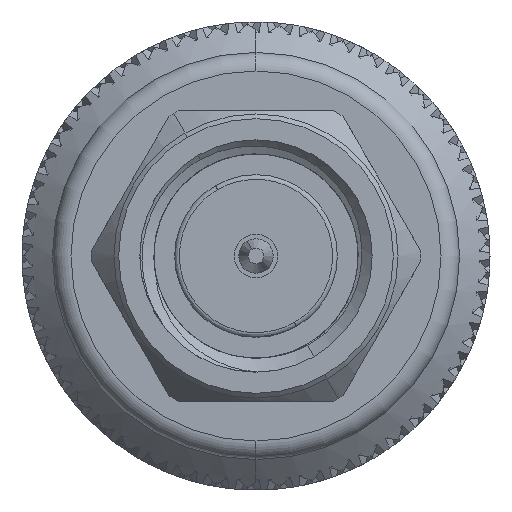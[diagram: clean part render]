
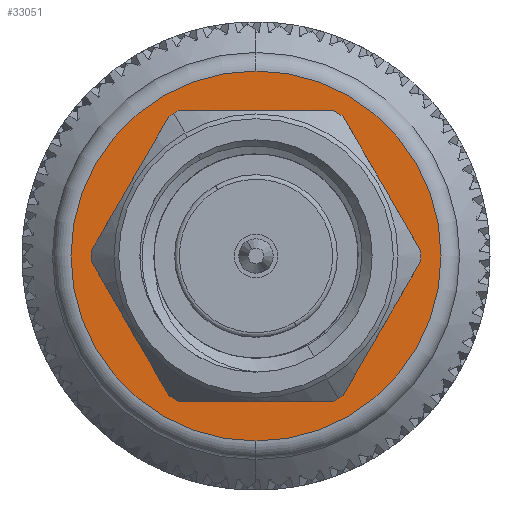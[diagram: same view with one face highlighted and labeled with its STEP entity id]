
A CAD part, left-side view. The second image highlights one B-rep face of the part: STEP entity #33051.
In plain terms, the highlighted planar face has unit normal (-1, 0, 0).
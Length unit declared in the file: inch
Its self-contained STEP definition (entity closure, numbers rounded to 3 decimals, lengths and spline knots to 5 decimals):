
#311 = AXIS2_PLACEMENT_3D ( 'NONE', #60710, #12846, #35967 ) ;
#3132 = VERTEX_POINT ( 'NONE', #47290 ) ;
#3947 = CARTESIAN_POINT ( 'NONE',  ( 0.36612, 0., 0. ) ) ;
#5846 = EDGE_CURVE ( 'NONE', #3132, #23113, #17240, .T. ) ;
#7105 = DIRECTION ( 'NONE',  ( -1., 0., 0. ) ) ;
#11164 = EDGE_LOOP ( 'NONE', ( #29263, #52964 ) ) ;
#12846 = DIRECTION ( 'NONE',  ( 1., 0., 0. ) ) ;
#17240 = CIRCLE ( 'NONE', #311, 0.155 ) ;
#19160 = DIRECTION ( 'NONE',  ( 0., 0., 1. ) ) ;
#20750 = AXIS2_PLACEMENT_3D ( 'NONE', #3947, #49897, #55246 ) ;
#21790 = CIRCLE ( 'NONE', #75200, 0.19909 ) ;
#23113 = VERTEX_POINT ( 'NONE', #24281 ) ;
#24281 = CARTESIAN_POINT ( 'NONE',  ( 0.36612, 0., 0.155 ) ) ;
#25324 = FACE_OUTER_BOUND ( 'NONE', #11164, .T. ) ;
#28685 = ORIENTED_EDGE ( 'NONE', *, *, #72372, .T. ) ;
#29207 = EDGE_CURVE ( 'NONE', #35824, #29791, #59622, .T. ) ;
#29263 = ORIENTED_EDGE ( 'NONE', *, *, #73483, .T. ) ;
#29791 = VERTEX_POINT ( 'NONE', #72509 ) ;
#31681 = DIRECTION ( 'NONE',  ( 1., 0., 0. ) ) ;
#33051 = ADVANCED_FACE ( 'NONE', ( #71684, #25324 ), #60311, .T. ) ;
#33883 = AXIS2_PLACEMENT_3D ( 'NONE', #37721, #31681, #19160 ) ;
#35572 = CARTESIAN_POINT ( 'NONE',  ( 0.36612, 0.12572, 0. ) ) ;
#35824 = VERTEX_POINT ( 'NONE', #49233 ) ;
#35967 = DIRECTION ( 'NONE',  ( 0., 0., 1. ) ) ;
#37318 = ORIENTED_EDGE ( 'NONE', *, *, #5846, .T. ) ;
#37721 = CARTESIAN_POINT ( 'NONE',  ( 0.36612, 0., 0. ) ) ;
#41489 = DIRECTION ( 'NONE',  ( 0., 0., 1. ) ) ;
#47290 = CARTESIAN_POINT ( 'NONE',  ( 0.36612, 0., -0.155 ) ) ;
#49233 = CARTESIAN_POINT ( 'NONE',  ( 0.36612, 0., -0.19909 ) ) ;
#49897 = DIRECTION ( 'NONE',  ( -1., 0., 0. ) ) ;
#52560 = CARTESIAN_POINT ( 'NONE',  ( 0.36612, 0., 0. ) ) ;
#52964 = ORIENTED_EDGE ( 'NONE', *, *, #29207, .T. ) ;
#53468 = DIRECTION ( 'NONE',  ( 0., 0., 1. ) ) ;
#55246 = DIRECTION ( 'NONE',  ( 0., 0., 1. ) ) ;
#57099 = EDGE_LOOP ( 'NONE', ( #28685, #37318 ) ) ;
#57897 = DIRECTION ( 'NONE',  ( -1., 0., 0. ) ) ;
#59622 = CIRCLE ( 'NONE', #20750, 0.19909 ) ;
#60311 = PLANE ( 'NONE',  #70815 ) ;
#60710 = CARTESIAN_POINT ( 'NONE',  ( 0.36612, 0., 0. ) ) ;
#66750 = CIRCLE ( 'NONE', #33883, 0.155 ) ;
#70815 = AXIS2_PLACEMENT_3D ( 'NONE', #35572, #7105, #53468 ) ;
#71684 = FACE_BOUND ( 'NONE', #57099, .T. ) ;
#72372 = EDGE_CURVE ( 'NONE', #23113, #3132, #66750, .T. ) ;
#72509 = CARTESIAN_POINT ( 'NONE',  ( 0.36612, 0., 0.19909 ) ) ;
#73483 = EDGE_CURVE ( 'NONE', #29791, #35824, #21790, .T. ) ;
#75200 = AXIS2_PLACEMENT_3D ( 'NONE', #52560, #57897, #41489 ) ;
